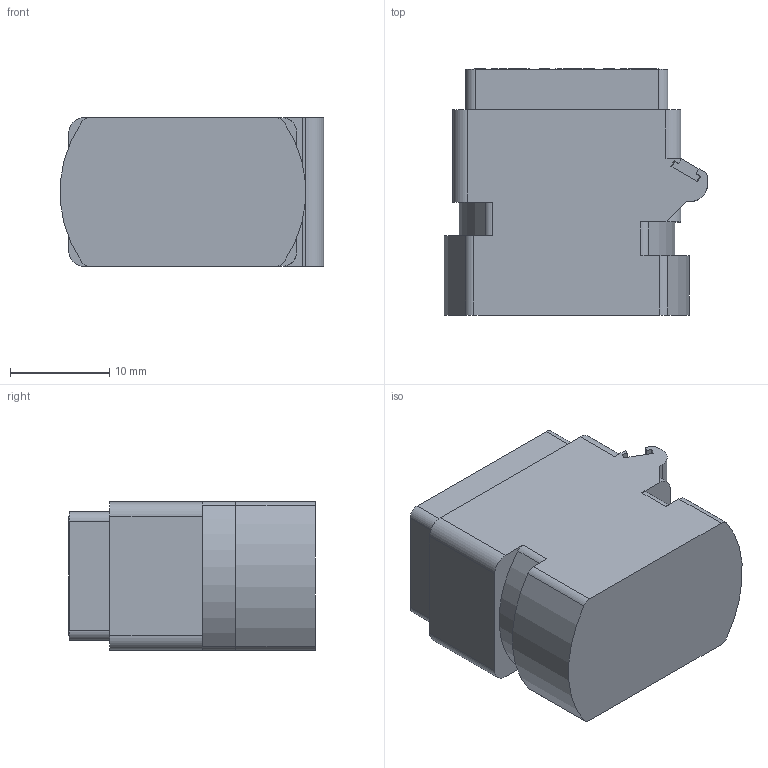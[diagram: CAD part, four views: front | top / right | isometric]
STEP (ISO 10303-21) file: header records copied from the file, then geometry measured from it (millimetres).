
FILE_DESCRIPTION((''),'2;1');
FILE_NAME('00111540303','2019-11-29T',('presta_be4'),(''),'CREO PARAMETRIC BY PTC INC, 2018360','CREO PARAMETRIC BY PTC INC, 2018360','');
FILE_SCHEMA(('CONFIG_CONTROL_DESIGN'));
Length unit declared in the file: millimetre
Products named in the file (1): 00111540303
Bounding box: 26.55 x 24.85 x 15 mm (x, y, z)
Volume: 5482.1 mm3; surface area: 5201.6 mm2
Topology: 1 solids, 1 shells, 506 faces, 1225 edges, 776 vertices
Faces by surface type: plane 274, cylinder 160, cone 72
Entity records: 14759 total; most frequent: DIRECTION 2601, CARTESIAN_POINT 2569, ORIENTED_EDGE 2450, EDGE_CURVE 1225, AXIS2_PLACEMENT_3D 872, VECTOR 857, LINE 857, VERTEX_POINT 776
